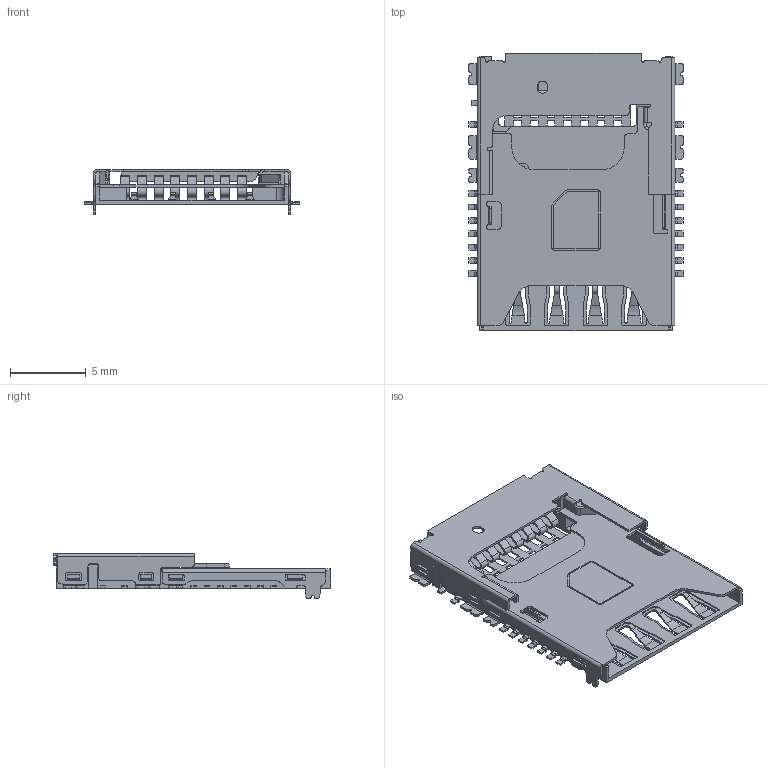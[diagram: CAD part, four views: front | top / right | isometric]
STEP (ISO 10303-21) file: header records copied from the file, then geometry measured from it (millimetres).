
FILE_DESCRIPTION(('FreeCAD Model'),'2;1');
FILE_NAME( '_041681620_cp.step', '2018-06-01T11:36:14',('kicad StepUp'),('ksu MCAD'), 'Open CASCADE STEP processor 7.2','FreeCAD','Unknown');
FILE_SCHEMA(('AUTOMOTIVE_DESIGN { 1 0 10303 214 1 1 1 1 }'));
Length unit declared in the file: millimetre
Products named in the file (1): _041681620_cp
Bounding box: 14.1 x 18.3 x 2.95 mm (x, y, z)
Volume: 113.2 mm3; surface area: 1083.3 mm2
Topology: 1 solids, 1 shells, 1264 faces, 3698 edges, 2456 vertices
Faces by surface type: plane 792, cylinder 472
Entity records: 50921 total; most frequent: CARTESIAN_POINT 7565, ORIENTED_EDGE 7396, DIRECTION 7103, EDGE_CURVE 3698, LINE 2731, VECTOR 2731, VERTEX_POINT 2456, AXIS2_PLACEMENT_3D 2186
